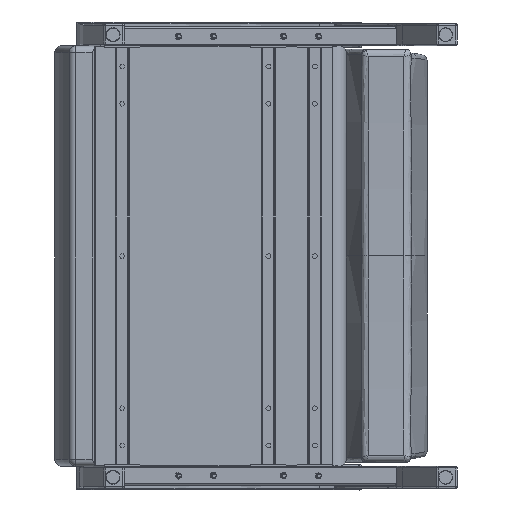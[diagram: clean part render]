
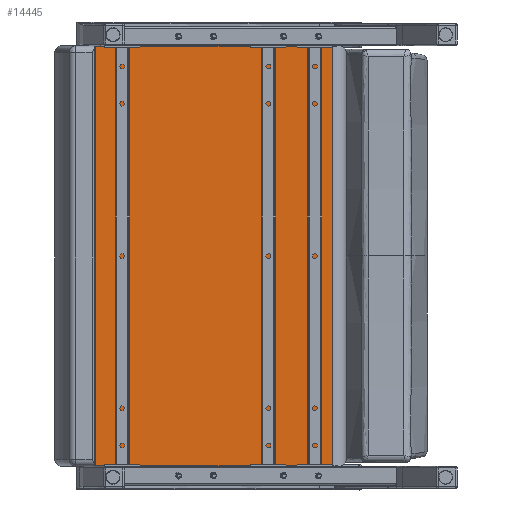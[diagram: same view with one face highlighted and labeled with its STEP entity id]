
A CAD part, front view. The second image highlights one B-rep face of the part: STEP entity #14445.
In plain terms, the highlighted planar face has unit normal (0, -1, 0).
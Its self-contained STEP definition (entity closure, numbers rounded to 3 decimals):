
#1280=PLANE('',#16202);
#1998=LINE('',#46470,#2786);
#2014=LINE('',#46604,#2802);
#2020=LINE('',#46691,#2808);
#2021=LINE('',#46693,#2809);
#2786=VECTOR('',#20069,0.394);
#2802=VECTOR('',#20145,0.394);
#2808=VECTOR('',#20207,0.394);
#2809=VECTOR('',#20210,0.394);
#3903=FACE_OUTER_BOUND('',#5002,.T.);
#5002=EDGE_LOOP('',(#12367,#12368,#12369,#12370));
#7027=VERTEX_POINT('',#46458);
#7028=VERTEX_POINT('',#46469);
#7052=VERTEX_POINT('',#46592);
#7053=VERTEX_POINT('',#46603);
#8804=EDGE_CURVE('',#7027,#7028,#1998,.T.);
#8843=EDGE_CURVE('',#7052,#7053,#2014,.T.);
#8868=EDGE_CURVE('',#7052,#7028,#2020,.T.);
#8869=EDGE_CURVE('',#7053,#7027,#2021,.T.);
#12367=ORIENTED_EDGE('',*,*,#8804,.F.);
#12368=ORIENTED_EDGE('',*,*,#8869,.F.);
#12369=ORIENTED_EDGE('',*,*,#8843,.F.);
#12370=ORIENTED_EDGE('',*,*,#8868,.T.);
#14445=ADVANCED_FACE('',(#3903),#1280,.T.);
#16202=AXIS2_PLACEMENT_3D('',#46692,#20208,#20209);
#20069=DIRECTION('',(1.,0.,0.));
#20145=DIRECTION('',(-1.,0.,0.));
#20207=DIRECTION('',(0.,0.,1.));
#20208=DIRECTION('center_axis',(0.,-1.,0.));
#20209=DIRECTION('ref_axis',(1.,0.,0.));
#20210=DIRECTION('',(0.,0.,1.));
#46458=CARTESIAN_POINT('',(-12.083,0.797,29.966));
#46469=CARTESIAN_POINT('',(4.791,0.797,29.966));
#46470=CARTESIAN_POINT('',(-9.146,0.797,29.966));
#46592=CARTESIAN_POINT('',(4.791,0.797,0.034));
#46603=CARTESIAN_POINT('',(-12.083,0.797,0.034));
#46604=CARTESIAN_POINT('',(-9.146,0.797,0.034));
#46691=CARTESIAN_POINT('',(4.791,0.797,0.));
#46692=CARTESIAN_POINT('Origin',(-12.083,0.797,0.));
#46693=CARTESIAN_POINT('',(-12.083,0.797,0.));
